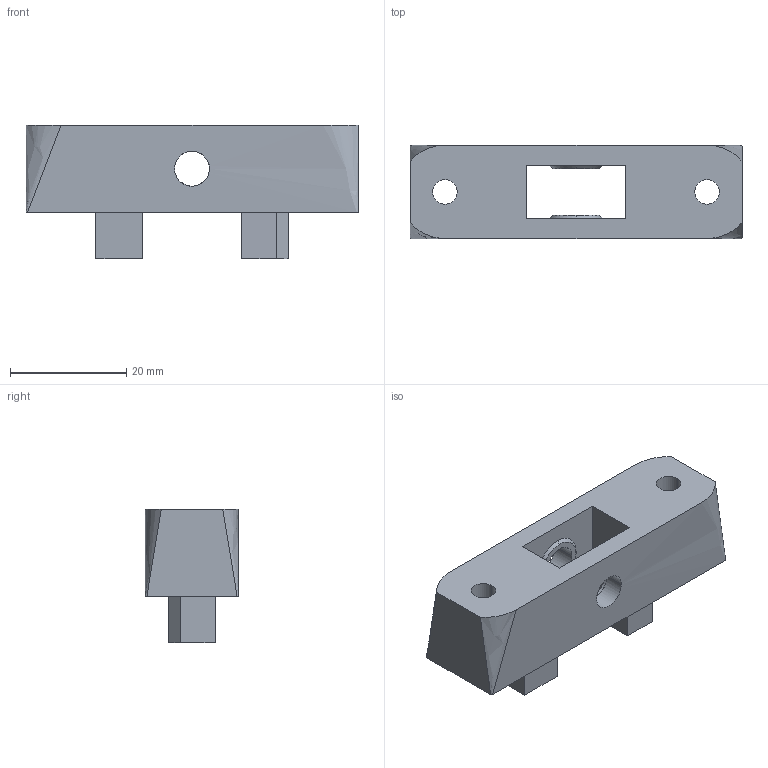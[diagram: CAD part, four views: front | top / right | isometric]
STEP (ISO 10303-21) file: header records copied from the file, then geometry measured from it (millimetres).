
FILE_DESCRIPTION (( 'STEP AP214' ), '1' );
FILE_NAME ('P3sTE_MK2 - X-idler_v1_2.STEP', '2019-10-03T22:09:51', ( '' ), ( '' ), 'SwSTEP 2.0', 'NoobCAD', '' );
FILE_SCHEMA (( 'AUTOMOTIVE_DESIGN' ));
Length unit declared in the file: millimetre
Products named in the file (1): P3sTE_MK2 - X-idler_v1_2
Bounding box: 57 x 16 x 23 mm (x, y, z)
Volume: 11776.4 mm3; surface area: 5355.4 mm2
Topology: 1 solids, 1 shells, 53 faces, 144 edges, 98 vertices
Faces by surface type: plane 36, cylinder 10, cone 4, bspline 3
Entity records: 2090 total; most frequent: CARTESIAN_POINT 671, ORIENTED_EDGE 288, DIRECTION 274, EDGE_CURVE 144, LINE 108, VECTOR 108, VERTEX_POINT 98, AXIS2_PLACEMENT_3D 83
